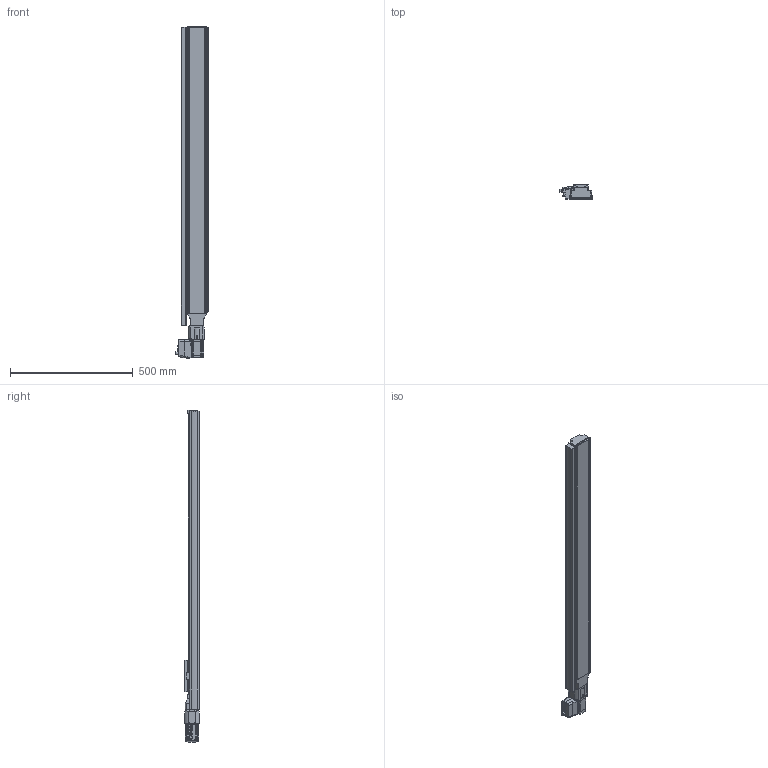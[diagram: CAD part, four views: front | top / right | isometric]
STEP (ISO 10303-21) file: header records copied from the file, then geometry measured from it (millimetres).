
FILE_DESCRIPTION (( 'STEP AP203' ), '1' );
FILE_NAME ('X-LRT1000xL-BAE53C.step', '2023-05-25T20:50:51', ( '' ), ( '' ), 'SwSTEP 2.0', 'SolidWorks 2019', '' );
FILE_SCHEMA (( 'CONFIG_CONTROL_DESIGN' ));
Length unit declared in the file: millimetre
Products named in the file (4): LRT_carriage^LRT_LRT-AE; X-LRT1000xL-BAE53C; LRT_motor^LRT_X-LRT-B; LRT_base^LRT_LRT1000-AE
Assembly tree (3 placements, depth 2):
  X-LRT1000xL-BAE53C
    LRT_base^LRT_LRT1000-AE
    LRT_motor^LRT_X-LRT-B
    LRT_carriage^LRT_LRT-AE
Bounding box: 131 x 58 x 1355 mm (x, y, z)
Volume: 5178823.6 mm3; surface area: 907010.1 mm2
Topology: 43 solids, 43 shells, 1219 faces, 3204 edges, 2120 vertices
Faces by surface type: plane 696, cylinder 485, bspline 18, cone 12, sphere 4, torus 4
Entity records: 39701 total; most frequent: CARTESIAN_POINT 8616, DIRECTION 6432, ORIENTED_EDGE 6376, EDGE_CURVE 3188, AXIS2_PLACEMENT_3D 2243, VERTEX_POINT 2112, VECTOR 1946, LINE 1946
